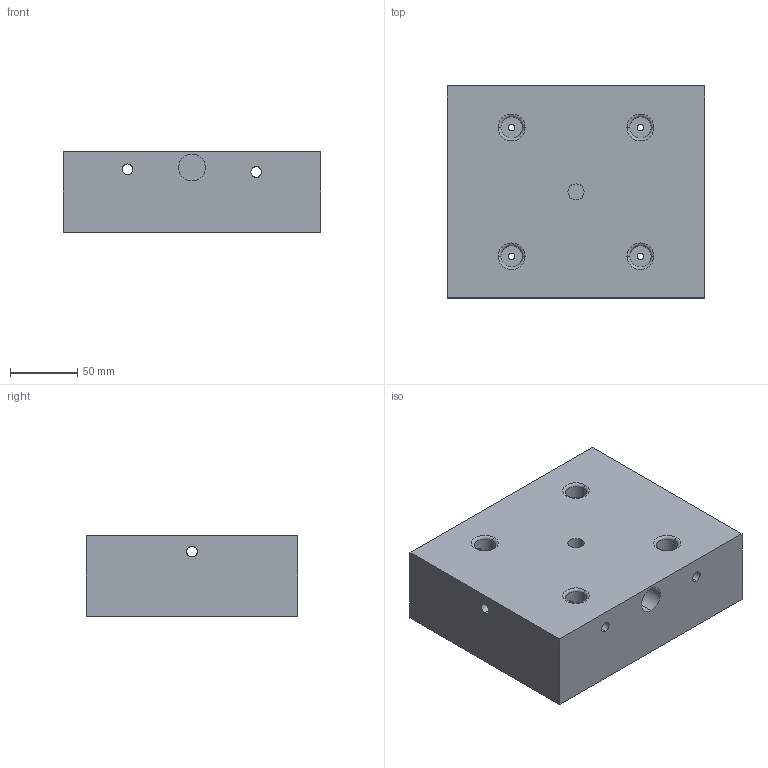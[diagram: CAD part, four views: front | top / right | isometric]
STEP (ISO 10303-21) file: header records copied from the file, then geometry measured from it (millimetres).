
FILE_DESCRIPTION (( 'STEP AP203' ), '1' );
FILE_NAME ('SF-M-96X96-8222.STEP', '2025-03-16T02:31:35', ( '微软用户' ), ( '微软中国' ), 'SwSTEP 2.0', 'SolidWorks 2016', '' );
FILE_SCHEMA (( 'CONFIG_CONTROL_DESIGN' ));
Length unit declared in the file: millimetre
Products named in the file (1): SF-M-96X96-8222
Bounding box: 192 x 158 x 60 mm (x, y, z)
Volume: 1747714.7 mm3; surface area: 125455.7 mm2
Topology: 1 solids, 1 shells, 84 faces, 206 edges, 128 vertices
Faces by surface type: cylinder 52, plane 16, torus 8, cone 8
Entity records: 3491 total; most frequent: CARTESIAN_POINT 1347, DIRECTION 448, ORIENTED_EDGE 412, EDGE_CURVE 206, AXIS2_PLACEMENT_3D 185, VERTEX_POINT 128, EDGE_LOOP 116, CIRCLE 100
